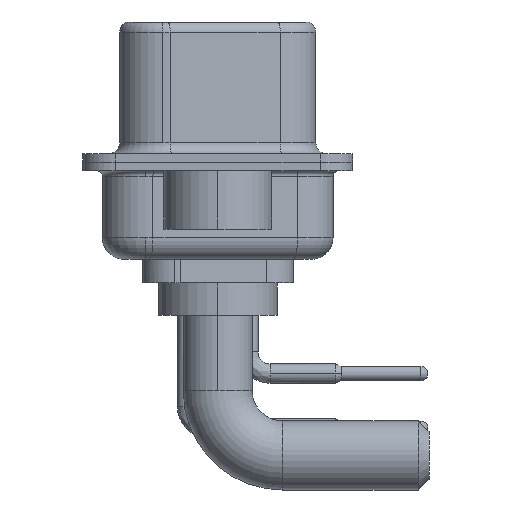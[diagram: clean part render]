
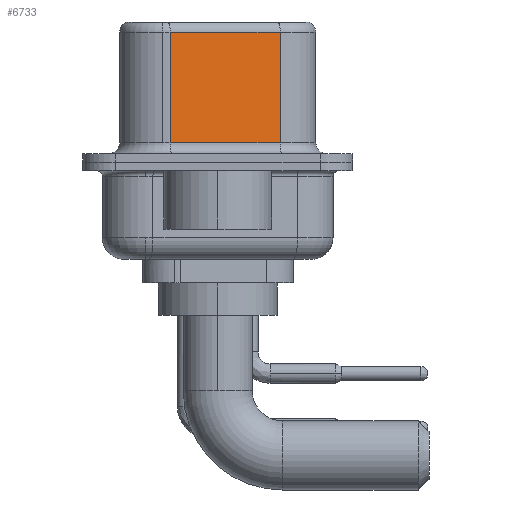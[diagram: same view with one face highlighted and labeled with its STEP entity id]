
A CAD part, left-side view. The second image highlights one B-rep face of the part: STEP entity #6733.
In plain terms, the highlighted planar face has unit normal (-0.985, -0.174, 0).
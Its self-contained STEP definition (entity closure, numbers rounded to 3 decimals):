
#821 = CARTESIAN_POINT ( 'NONE',  ( 3.68, 2.203, 6.52 ) ) ;
#1451 = CARTESIAN_POINT ( 'NONE',  ( 4.58, -2.897, 6.02 ) ) ;
#1472 = LINE ( 'NONE', #8408, #6104 ) ;
#2084 = CARTESIAN_POINT ( 'NONE',  ( 4.58, -2.897, 0.9 ) ) ;
#2254 = ORIENTED_EDGE ( 'NONE', *, *, #3340, .F. ) ;
#2593 = VECTOR ( 'NONE', #3005, 1000. ) ;
#2624 = LINE ( 'NONE', #821, #18570 ) ;
#3005 = DIRECTION ( 'NONE',  ( 0.174, -0.985, 0. ) ) ;
#3340 = EDGE_CURVE ( 'NONE', #7450, #19675, #23211, .T. ) ;
#3945 = VERTEX_POINT ( 'NONE', #14456 ) ;
#4548 = DIRECTION ( 'NONE',  ( 0., 0., -1. ) ) ;
#5120 = VECTOR ( 'NONE', #15585, 1000. ) ;
#6104 = VECTOR ( 'NONE', #8767, 1000. ) ;
#6733 = ADVANCED_FACE ( 'NONE', ( #14097 ), #10515, .F. ) ;
#7144 = VERTEX_POINT ( 'NONE', #14852 ) ;
#7450 = VERTEX_POINT ( 'NONE', #1451 ) ;
#7943 = EDGE_CURVE ( 'NONE', #3945, #7144, #2624, .T. ) ;
#8408 = CARTESIAN_POINT ( 'NONE',  ( 4.58, -2.897, 6.02 ) ) ;
#8767 = DIRECTION ( 'NONE',  ( -0.174, 0.985, 0. ) ) ;
#9067 = CARTESIAN_POINT ( 'NONE',  ( 4.58, -2.897, 6.52 ) ) ;
#9360 = EDGE_CURVE ( 'NONE', #7144, #19675, #21161, .T. ) ;
#10191 = ORIENTED_EDGE ( 'NONE', *, *, #9360, .T. ) ;
#10515 = PLANE ( 'NONE',  #19206 ) ;
#11797 = ORIENTED_EDGE ( 'NONE', *, *, #7943, .T. ) ;
#13222 = EDGE_CURVE ( 'NONE', #7450, #3945, #1472, .T. ) ;
#13720 = ORIENTED_EDGE ( 'NONE', *, *, #13222, .T. ) ;
#14097 = FACE_OUTER_BOUND ( 'NONE', #16535, .T. ) ;
#14456 = CARTESIAN_POINT ( 'NONE',  ( 3.68, 2.203, 6.02 ) ) ;
#14852 = CARTESIAN_POINT ( 'NONE',  ( 3.68, 2.203, 0.9 ) ) ;
#15585 = DIRECTION ( 'NONE',  ( 0., 0., -1. ) ) ;
#16535 = EDGE_LOOP ( 'NONE', ( #2254, #13720, #11797, #10191 ) ) ;
#18570 = VECTOR ( 'NONE', #4548, 1000. ) ;
#19206 = AXIS2_PLACEMENT_3D ( 'NONE', #9067, #23411, #23518 ) ;
#19363 = CARTESIAN_POINT ( 'NONE',  ( 4.58, -2.897, 0.9 ) ) ;
#19675 = VERTEX_POINT ( 'NONE', #2084 ) ;
#21161 = LINE ( 'NONE', #19363, #2593 ) ;
#23095 = CARTESIAN_POINT ( 'NONE',  ( 4.58, -2.897, 6.52 ) ) ;
#23211 = LINE ( 'NONE', #23095, #5120 ) ;
#23411 = DIRECTION ( 'NONE',  ( 0.985, 0.174, 0. ) ) ;
#23518 = DIRECTION ( 'NONE',  ( -0.174, 0.985, 0. ) ) ;
